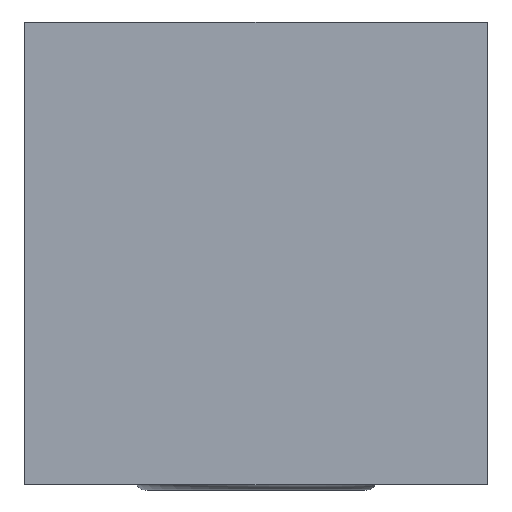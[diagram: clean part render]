
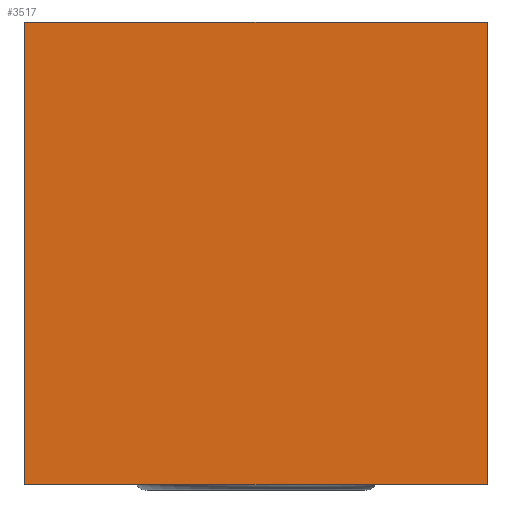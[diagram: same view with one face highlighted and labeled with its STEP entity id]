
A CAD part, front view. The second image highlights one B-rep face of the part: STEP entity #3517.
In plain terms, the highlighted planar face has unit normal (0, -1, 0).
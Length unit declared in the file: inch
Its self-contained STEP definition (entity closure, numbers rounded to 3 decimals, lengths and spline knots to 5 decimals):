
#2949=CARTESIAN_POINT('',(-1.5,-1.0,3.0));
#2950=VERTEX_POINT('',#2949);
#2967=CARTESIAN_POINT('',(-1.5,-1.0,0.0));
#2968=VERTEX_POINT('',#2967);
#2975=CARTESIAN_POINT('',(-1.5,-1.0,0.0));
#2976=DIRECTION('',(0.0,0.0,1.0));
#2977=VECTOR('',#2976,3.0);
#2978=LINE('',#2975,#2977);
#2979=EDGE_CURVE('',#2968,#2950,#2978,.T.);
#3295=CARTESIAN_POINT('',(1.5,-1.0,0.0));
#3296=VERTEX_POINT('',#3295);
#3297=CARTESIAN_POINT('',(-1.5,-1.0,0.0));
#3298=DIRECTION('',(1.0,0.0,0.0));
#3299=VECTOR('',#3298,3.0);
#3300=LINE('',#3297,#3299);
#3301=EDGE_CURVE('',#2968,#3296,#3300,.T.);
#3482=CARTESIAN_POINT('',(1.5,-1.0,3.0));
#3483=VERTEX_POINT('',#3482);
#3490=CARTESIAN_POINT('',(1.5,-1.0,0.0));
#3491=DIRECTION('',(0.0,0.0,1.0));
#3492=VECTOR('',#3491,3.0);
#3493=LINE('',#3490,#3492);
#3494=EDGE_CURVE('',#3296,#3483,#3493,.T.);
#3501=CARTESIAN_POINT('',(1.5,-1.0,0.0));
#3502=DIRECTION('',(0.0,-1.0,0.0));
#3503=DIRECTION('',(0.0,0.0,-1.0));
#3504=AXIS2_PLACEMENT_3D('',#3501,#3502,#3503);
#3505=PLANE('',#3504);
#3506=CARTESIAN_POINT('',(1.5,-1.0,3.0));
#3507=DIRECTION('',(-1.0,0.0,0.0));
#3508=VECTOR('',#3507,3.0);
#3509=LINE('',#3506,#3508);
#3510=EDGE_CURVE('',#3483,#2950,#3509,.T.);
#3511=ORIENTED_EDGE('',*,*,#3510,.T.);
#3512=ORIENTED_EDGE('',*,*,#2979,.F.);
#3513=ORIENTED_EDGE('',*,*,#3301,.T.);
#3514=ORIENTED_EDGE('',*,*,#3494,.T.);
#3515=EDGE_LOOP('',(#3511,#3512,#3513,#3514));
#3516=FACE_OUTER_BOUND('',#3515,.T.);
#3517=ADVANCED_FACE('',(#3516),#3505,.T.);
